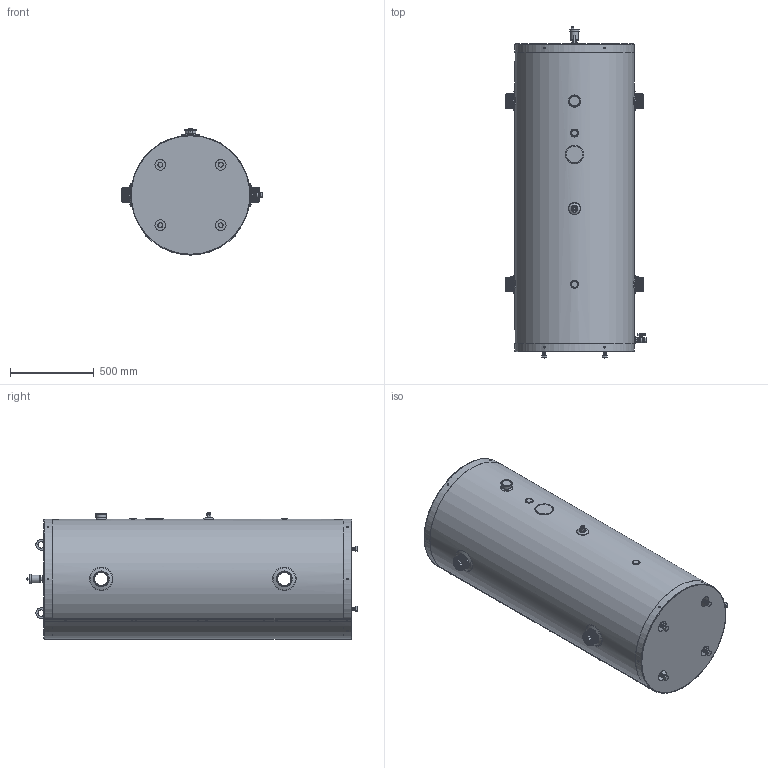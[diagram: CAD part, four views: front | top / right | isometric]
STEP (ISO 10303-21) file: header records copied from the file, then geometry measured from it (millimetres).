
FILE_DESCRIPTION (( 'STEP AP214' ), '1' );
FILE_NAME ('BUFFMAX 120G ASME.STEP', '2017-07-13T20:16:50', ( '' ), ( '' ), 'SwSTEP 2.0', 'SolidWorks 2017', '' );
FILE_SCHEMA (( 'AUTOMOTIVE_DESIGN' ));
Length unit declared in the file: inch
Products named in the file (1): BUFFMAX 120G ASME
Bounding box: 836.43 x 1979.27 x 752.56 mm (x, y, z)
Volume: 7272646.2 mm3; surface area: 11163041.2 mm2
Topology: 56 solids, 56 shells, 2291 faces, 5099 edges, 2989 vertices
Faces by surface type: cone 811, plane 751, cylinder 545, bspline 108, torus 63, sphere 13
Full cylindrical faces by diameter (mm): 3.566 x242, 4.826 x22, 5.105 x6, 5.613 x6, 9.474 x22, 11.112 x1, 11.113 x1, 12.065 x1, 12.7 x1, 13.97 x1, 14.097 x1, 14.287 x1, 15.037 x1, 18.859 x2, 19.05 x96, 21.336 x1, 21.59 x2, 22.035 x2, 23.012 x2, 25.4 x4, 33.655 x1, 35.56 x2, 38.1 x5, 46.99 x1, 47.625 x2, 55.245 x1, 57.785 x1, 60.325 x1, 62.738 x1, 63.5 x5
Entity records: 131933 total; most frequent: CARTESIAN_POINT 56438, DIRECTION 9342, ORIENTED_EDGE 7572, AXIS2_PLACEMENT_3D 3841, EDGE_CURVE 3786, EDGE_LOOP 3716, VERTEX_POINT 2928, FACE_OUTER_BOUND 2813
